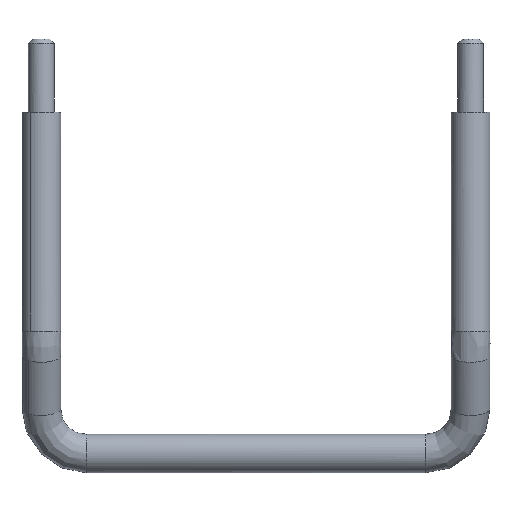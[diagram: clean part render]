
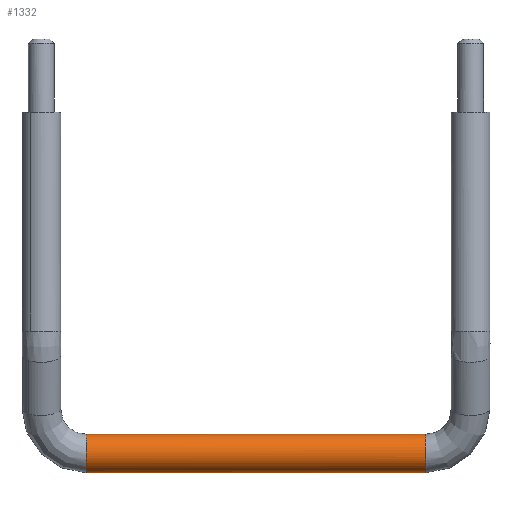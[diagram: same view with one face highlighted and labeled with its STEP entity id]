
A CAD part, top view. The second image highlights one B-rep face of the part: STEP entity #1332.
In plain terms, the highlighted free-form (B-spline) face has degree [2, 1] with [9, 2] control points.
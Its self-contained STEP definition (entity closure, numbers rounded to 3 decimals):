
#1159=CARTESIAN_POINT('',(-39.5,-4.307,-1.305));
#1160=VERTEX_POINT('',#1159);
#1161=CARTESIAN_POINT('',(-39.5,-0.018,-4.5));
#1162=VERTEX_POINT('',#1161);
#1178=CARTESIAN_POINT('',(39.5,-0.018,-4.498));
#1179=VERTEX_POINT('',#1178);
#1180=CARTESIAN_POINT('',(39.5,-0.018,-4.498));
#1181=CARTESIAN_POINT('',(-39.5,-0.018,-4.5));
#1182=QUASI_UNIFORM_CURVE('',1,(#1180,#1181),.UNSPECIFIED.,.F.,.U.);
#1183=EDGE_CURVE('',#1179,#1162,#1182,.T.);
#1185=CARTESIAN_POINT('',(39.5,-4.306,-1.305));
#1186=VERTEX_POINT('',#1185);
#1198=CARTESIAN_POINT('',(39.5,-4.306,-1.305));
#1199=CARTESIAN_POINT('',(-39.5,-4.307,-1.305));
#1200=QUASI_UNIFORM_CURVE('',1,(#1198,#1199),.UNSPECIFIED.,.F.,.U.);
#1201=EDGE_CURVE('',#1186,#1160,#1200,.T.);
#1206=CARTESIAN_POINT('',(41.475,-4.307,-1.305));
#1207=CARTESIAN_POINT('',(41.475,-5.611,3.002));
#1208=CARTESIAN_POINT('',(41.475,-1.305,4.307));
#1209=CARTESIAN_POINT('',(41.475,3.002,5.611));
#1210=CARTESIAN_POINT('',(41.475,4.307,1.305));
#1211=CARTESIAN_POINT('',(41.475,5.611,-3.002));
#1212=CARTESIAN_POINT('',(41.475,1.305,-4.307));
#1213=CARTESIAN_POINT('',(41.475,0.658,-4.503));
#1214=CARTESIAN_POINT('',(41.475,-0.018,-4.5));
#1215=CARTESIAN_POINT('',(-41.524,-4.307,-1.305));
#1216=CARTESIAN_POINT('',(-41.524,-5.611,3.002));
#1217=CARTESIAN_POINT('',(-41.524,-1.305,4.307));
#1218=CARTESIAN_POINT('',(-41.524,3.002,5.611));
#1219=CARTESIAN_POINT('',(-41.524,4.307,1.305));
#1220=CARTESIAN_POINT('',(-41.524,5.611,-3.002));
#1221=CARTESIAN_POINT('',(-41.524,1.305,-4.307));
#1222=CARTESIAN_POINT('',(-41.524,0.658,-4.503));
#1223=CARTESIAN_POINT('',(-41.524,-0.018,-4.5));
#1231=(BOUNDED_SURFACE()B_SPLINE_SURFACE(2,1,((#1206,#1215),(#1207,#1216),(#1208,#1217),(#1209,#1218),(#1210,#1219),(#1211,#1220),(#1212,#1221),(#1213,#1222),(#1214,#1223)),.UNSPECIFIED.,.F.,.F.,.U.)B_SPLINE_SURFACE_WITH_KNOTS((3,2,2,2,3),(2,2),(0.0,7.456,14.912,22.368,23.859),(0.0,82.999),.UNSPECIFIED.)GEOMETRIC_REPRESENTATION_ITEM()RATIONAL_B_SPLINE_SURFACE(((1.0,1.0),(0.707,0.707),(1.0,1.0),(0.707,0.707),(1.0,1.0),(0.707,0.707),(1.0,1.0),(0.941,0.941),(0.906,0.906)))REPRESENTATION_ITEM('')SURFACE());
#1232=CARTESIAN_POINT('',(-39.5,1.639,-4.191));
#1233=VERTEX_POINT('',#1232);
#1234=CARTESIAN_POINT('',(-39.5,-0.018,-4.5));
#1235=CARTESIAN_POINT('',(-39.5,0.547,-4.502));
#1236=CARTESIAN_POINT('',(-39.5,1.112,-4.397));
#1237=CARTESIAN_POINT('',(-39.5,1.639,-4.191));
#1238=B_SPLINE_CURVE_WITH_KNOTS('',3,(#1234,#1235,#1236,#1237),.UNSPECIFIED.,.F.,.U.,(4,4),(0.94,1.0),.UNSPECIFIED.);
#1239=EDGE_CURVE('',#1162,#1233,#1238,.T.);
#1240=ORIENTED_EDGE('',*,*,#1239,.T.);
#1241=CARTESIAN_POINT('',(-39.5,4.177,-1.675));
#1242=VERTEX_POINT('',#1241);
#1243=CARTESIAN_POINT('',(-39.5,1.639,-4.191));
#1244=CARTESIAN_POINT('',(-39.5,2.187,-3.977));
#1245=CARTESIAN_POINT('',(-39.5,2.693,-3.653));
#1246=CARTESIAN_POINT('',(-39.5,3.542,-2.837));
#1247=CARTESIAN_POINT('',(-39.5,3.886,-2.345));
#1248=CARTESIAN_POINT('',(-39.5,4.141,-1.762));
#1249=CARTESIAN_POINT('',(-39.5,4.159,-1.718));
#1250=CARTESIAN_POINT('',(-39.5,4.177,-1.675));
#1251=B_SPLINE_CURVE_WITH_KNOTS('',3,(#1243,#1244,#1245,#1246,#1247,#1248,#1249,#1250),.UNSPECIFIED.,.F.,.U.,(4,2,2,4),(0.0,0.063,0.125,0.13),.UNSPECIFIED.);
#1252=EDGE_CURVE('',#1233,#1242,#1251,.T.);
#1253=ORIENTED_EDGE('',*,*,#1252,.T.);
#1254=CARTESIAN_POINT('',(-39.5,-1.639,4.191));
#1255=VERTEX_POINT('',#1254);
#1256=CARTESIAN_POINT('',(-39.5,4.177,-1.675));
#1257=CARTESIAN_POINT('',(-39.5,4.378,-1.172));
#1258=CARTESIAN_POINT('',(-39.5,4.488,-0.632));
#1259=CARTESIAN_POINT('',(-39.5,4.511,0.499));
#1260=CARTESIAN_POINT('',(-39.5,4.406,1.09));
#1261=CARTESIAN_POINT('',(-39.5,3.977,2.187));
#1262=CARTESIAN_POINT('',(-39.5,3.653,2.693));
#1263=CARTESIAN_POINT('',(-39.5,2.837,3.542));
#1264=CARTESIAN_POINT('',(-39.5,2.344,3.886));
#1265=CARTESIAN_POINT('',(-39.5,1.265,4.358));
#1266=CARTESIAN_POINT('',(-39.5,0.679,4.487));
#1267=CARTESIAN_POINT('',(-39.5,-0.499,4.511));
#1268=CARTESIAN_POINT('',(-39.5,-1.09,4.405));
#1269=CARTESIAN_POINT('',(-39.5,-1.639,4.191));
#1270=B_SPLINE_CURVE_WITH_KNOTS('',3,(#1256,#1257,#1258,#1259,#1260,#1261,#1262,#1263,#1264,#1265,#1266,#1267,#1268,#1269),.UNSPECIFIED.,.F.,.U.,(4,2,2,2,2,2,4),(0.13,0.188,0.25,0.313,0.375,0.438,0.5),.UNSPECIFIED.);
#1271=EDGE_CURVE('',#1242,#1255,#1270,.T.);
#1272=ORIENTED_EDGE('',*,*,#1271,.T.);
#1273=CARTESIAN_POINT('',(-39.5,-1.639,4.191));
#1274=CARTESIAN_POINT('',(-39.5,-2.187,3.976));
#1275=CARTESIAN_POINT('',(-39.5,-2.693,3.653));
#1276=CARTESIAN_POINT('',(-39.5,-3.542,2.837));
#1277=CARTESIAN_POINT('',(-39.5,-3.886,2.344));
#1278=CARTESIAN_POINT('',(-39.5,-4.358,1.265));
#1279=CARTESIAN_POINT('',(-39.5,-4.487,0.679));
#1280=CARTESIAN_POINT('',(-39.5,-4.509,-0.381));
#1281=CARTESIAN_POINT('',(-39.5,-4.443,-0.854));
#1282=CARTESIAN_POINT('',(-39.5,-4.307,-1.305));
#1283=B_SPLINE_CURVE_WITH_KNOTS('',3,(#1273,#1274,#1275,#1276,#1277,#1278,#1279,#1280,#1281,#1282),.UNSPECIFIED.,.F.,.U.,(4,2,2,2,4),(0.5,0.563,0.625,0.688,0.737),.UNSPECIFIED.);
#1284=EDGE_CURVE('',#1255,#1160,#1283,.T.);
#1285=ORIENTED_EDGE('',*,*,#1284,.T.);
#1286=ORIENTED_EDGE('',*,*,#1201,.F.);
#1287=CARTESIAN_POINT('',(39.5,-1.639,4.191));
#1288=VERTEX_POINT('',#1287);
#1289=CARTESIAN_POINT('',(39.5,-1.639,4.191));
#1290=CARTESIAN_POINT('',(39.5,-2.736,3.762));
#1291=CARTESIAN_POINT('',(39.5,-3.65,2.884));
#1292=CARTESIAN_POINT('',(39.5,-4.548,0.833));
#1293=CARTESIAN_POINT('',(39.5,-4.611,-0.29));
#1294=CARTESIAN_POINT('',(39.5,-4.306,-1.305));
#1295=B_SPLINE_CURVE_WITH_KNOTS('',3,(#1289,#1290,#1291,#1292,#1293,#1294),.UNSPECIFIED.,.F.,.U.,(4,2,4),(0.5,0.625,0.737),.UNSPECIFIED.);
#1296=EDGE_CURVE('',#1288,#1186,#1295,.T.);
#1297=ORIENTED_EDGE('',*,*,#1296,.F.);
#1298=CARTESIAN_POINT('',(39.5,4.177,-1.675));
#1299=VERTEX_POINT('',#1298);
#1300=CARTESIAN_POINT('',(39.5,4.177,-1.675));
#1301=CARTESIAN_POINT('',(39.5,4.596,-0.625));
#1302=CARTESIAN_POINT('',(39.5,4.603,0.585));
#1303=CARTESIAN_POINT('',(39.5,3.762,2.736));
#1304=CARTESIAN_POINT('',(39.5,2.884,3.649));
#1305=CARTESIAN_POINT('',(39.5,0.726,4.595));
#1306=CARTESIAN_POINT('',(39.5,-0.541,4.62));
#1307=CARTESIAN_POINT('',(39.5,-1.639,4.191));
#1308=B_SPLINE_CURVE_WITH_KNOTS('',3,(#1300,#1301,#1302,#1303,#1304,#1305,#1306,#1307),.UNSPECIFIED.,.F.,.U.,(4,2,2,4),(0.13,0.25,0.375,0.5),.UNSPECIFIED.);
#1309=EDGE_CURVE('',#1299,#1288,#1308,.T.);
#1310=ORIENTED_EDGE('',*,*,#1309,.F.);
#1311=CARTESIAN_POINT('',(39.5,1.639,-4.191));
#1312=VERTEX_POINT('',#1311);
#1313=CARTESIAN_POINT('',(39.5,1.639,-4.191));
#1314=CARTESIAN_POINT('',(39.5,2.736,-3.762));
#1315=CARTESIAN_POINT('',(39.5,3.65,-2.884));
#1316=CARTESIAN_POINT('',(39.5,4.141,-1.762));
#1317=CARTESIAN_POINT('',(39.5,4.159,-1.718));
#1318=CARTESIAN_POINT('',(39.5,4.177,-1.675));
#1319=B_SPLINE_CURVE_WITH_KNOTS('',3,(#1313,#1314,#1315,#1316,#1317,#1318),.UNSPECIFIED.,.F.,.U.,(4,2,4),(0.0,0.125,0.13),.UNSPECIFIED.);
#1320=EDGE_CURVE('',#1312,#1299,#1319,.T.);
#1321=ORIENTED_EDGE('',*,*,#1320,.F.);
#1322=CARTESIAN_POINT('',(39.5,-0.018,-4.498));
#1323=CARTESIAN_POINT('',(39.5,0.547,-4.5));
#1324=CARTESIAN_POINT('',(39.5,1.112,-4.398));
#1325=CARTESIAN_POINT('',(39.5,1.639,-4.191));
#1326=B_SPLINE_CURVE_WITH_KNOTS('',3,(#1322,#1323,#1324,#1325),.UNSPECIFIED.,.F.,.U.,(4,4),(0.94,1.0),.UNSPECIFIED.);
#1327=EDGE_CURVE('',#1179,#1312,#1326,.T.);
#1328=ORIENTED_EDGE('',*,*,#1327,.F.);
#1329=ORIENTED_EDGE('',*,*,#1183,.T.);
#1330=EDGE_LOOP('',(#1240,#1253,#1272,#1285,#1286,#1297,#1310,#1321,#1328,#1329));
#1331=FACE_OUTER_BOUND('',#1330,.T.);
#1332=ADVANCED_FACE('',(#1331),#1231,.T.);
